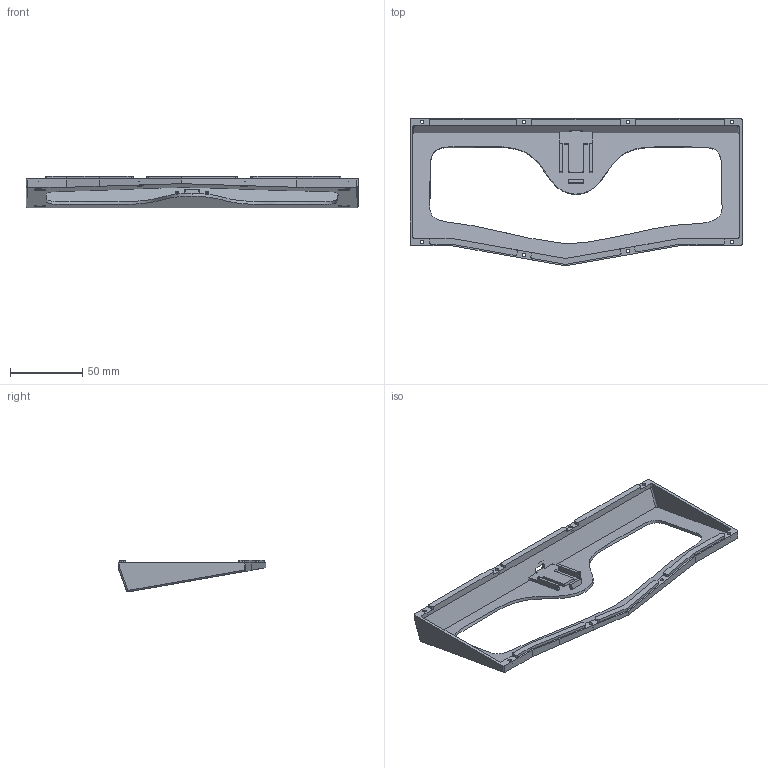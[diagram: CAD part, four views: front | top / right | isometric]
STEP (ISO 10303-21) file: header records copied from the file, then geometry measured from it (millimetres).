
FILE_DESCRIPTION(/* description */ (''),/* implementation_level */ '2;1');
FILE_NAME(/* name */ 'bottom.step',/* time_stamp */ '2022-02-03T12:20:17-08:00',/* author */ (''),/* organization */ (''),/* preprocessor_version */ 'ST-DEVELOPER v18.1',/* originating_system */ 'Autodesk Translation Framework v10.13.0.1454',/* authorisation */ '');
FILE_SCHEMA (('AUTOMOTIVE_DESIGN { 1 0 10303 214 3 1 1 }'));
Length unit declared in the file: millimetre
Products named in the file (1): v2 assembly
Bounding box: 229.84 x 102.27 x 22.02 mm (x, y, z)
Volume: 51326.2 mm3; surface area: 38501.2 mm2
Topology: 1 solids, 1 shells, 179 faces, 481 edges, 318 vertices
Faces by surface type: plane 93, cylinder 84, bspline 2
Full cylindrical faces by diameter (mm): 2.4 x8, 4.2 x8, 8 x4
Entity records: 7195 total; most frequent: CARTESIAN_POINT 2472, DIRECTION 999, ORIENTED_EDGE 962, EDGE_CURVE 481, AXIS2_PLACEMENT_3D 344, VERTEX_POINT 318, LINE 311, VECTOR 311
